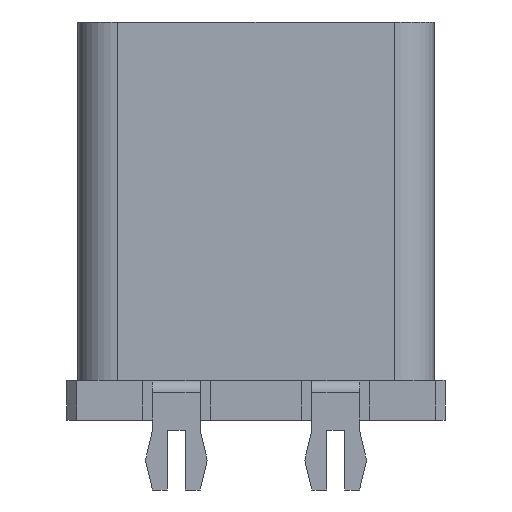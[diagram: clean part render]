
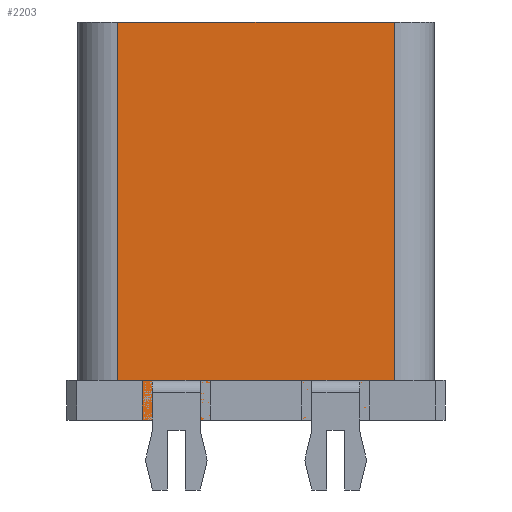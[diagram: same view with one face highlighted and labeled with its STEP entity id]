
A CAD part, left-side view. The second image highlights one B-rep face of the part: STEP entity #2203.
In plain terms, the highlighted planar face has unit normal (-1, 0, 0).
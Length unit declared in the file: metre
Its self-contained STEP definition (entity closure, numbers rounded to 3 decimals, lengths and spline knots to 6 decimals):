
#310=ORIENTED_EDGE('',*,*,#853,.T.);
#311=ORIENTED_EDGE('',*,*,#854,.T.);
#312=ORIENTED_EDGE('',*,*,#836,.T.);
#313=ORIENTED_EDGE('',*,*,#855,.F.);
#314=ORIENTED_EDGE('',*,*,#856,.T.);
#315=ORIENTED_EDGE('',*,*,#857,.T.);
#316=ORIENTED_EDGE('',*,*,#832,.T.);
#317=ORIENTED_EDGE('',*,*,#858,.F.);
#318=ORIENTED_EDGE('',*,*,#859,.F.);
#319=ORIENTED_EDGE('',*,*,#851,.T.);
#320=ORIENTED_EDGE('',*,*,#816,.T.);
#321=ORIENTED_EDGE('',*,*,#860,.F.);
#816=EDGE_CURVE('',#1109,#1108,#1344,.T.);
#832=EDGE_CURVE('',#1125,#1124,#1356,.T.);
#836=EDGE_CURVE('',#1129,#1128,#1360,.T.);
#851=EDGE_CURVE('',#1138,#1109,#1374,.T.);
#853=EDGE_CURVE('',#1139,#1140,#1375,.T.);
#854=EDGE_CURVE('',#1140,#1129,#1376,.T.);
#855=EDGE_CURVE('',#1141,#1128,#1377,.T.);
#856=EDGE_CURVE('',#1141,#1142,#1378,.T.);
#857=EDGE_CURVE('',#1142,#1125,#1379,.T.);
#858=EDGE_CURVE('',#1143,#1124,#1380,.T.);
#859=EDGE_CURVE('',#1138,#1143,#1381,.T.);
#860=EDGE_CURVE('',#1139,#1108,#1382,.T.);
#1108=VERTEX_POINT('',#3251);
#1109=VERTEX_POINT('',#3253);
#1124=VERTEX_POINT('',#3283);
#1125=VERTEX_POINT('',#3285);
#1128=VERTEX_POINT('',#3291);
#1129=VERTEX_POINT('',#3293);
#1138=VERTEX_POINT('',#3321);
#1139=VERTEX_POINT('',#3325);
#1140=VERTEX_POINT('',#3326);
#1141=VERTEX_POINT('',#3329);
#1142=VERTEX_POINT('',#3331);
#1143=VERTEX_POINT('',#3334);
#1344=LINE('',#3252,#1636);
#1356=LINE('',#3284,#1648);
#1360=LINE('',#3292,#1652);
#1374=LINE('',#3320,#1666);
#1375=LINE('',#3324,#1667);
#1376=LINE('',#3327,#1668);
#1377=LINE('',#3328,#1669);
#1378=LINE('',#3330,#1670);
#1379=LINE('',#3332,#1671);
#1380=LINE('',#3333,#1672);
#1381=LINE('',#3335,#1673);
#1382=LINE('',#3336,#1674);
#1636=VECTOR('',#2641,1.);
#1648=VECTOR('',#2661,1.);
#1652=VECTOR('',#2665,1.);
#1666=VECTOR('',#2689,1.);
#1667=VECTOR('',#2694,1.);
#1668=VECTOR('',#2695,1.);
#1669=VECTOR('',#2696,1.);
#1670=VECTOR('',#2697,1.);
#1671=VECTOR('',#2698,1.);
#1672=VECTOR('',#2699,1.);
#1673=VECTOR('',#2700,1.);
#1674=VECTOR('',#2701,1.);
#1876=EDGE_LOOP('',(#310,#311,#312,#313,#314,#315,#316,#317,#318,#319,#320,
#321));
#1992=FACE_BOUND('',#1876,.T.);
#2100=PLANE('',#2360);
#2203=ADVANCED_FACE('',(#1992),#2100,.F.);
#2360=AXIS2_PLACEMENT_3D('',#3323,#2692,#2693);
#2641=DIRECTION('',(0.,-1.,0.));
#2661=DIRECTION('',(0.,-1.,0.));
#2665=DIRECTION('',(0.,-1.,0.));
#2689=DIRECTION('',(0.,0.,-1.));
#2692=DIRECTION('',(1.,0.,0.));
#2693=DIRECTION('',(0.,1.,0.));
#2694=DIRECTION('',(0.,-1.,0.));
#2695=DIRECTION('',(0.,0.,-1.));
#2696=DIRECTION('',(0.,0.,-1.));
#2697=DIRECTION('',(0.,-1.,0.));
#2698=DIRECTION('',(0.,0.,-1.));
#2699=DIRECTION('',(0.,0.,-1.));
#2700=DIRECTION('',(0.,-1.,0.));
#2701=DIRECTION('',(0.,0.,-1.));
#3251=CARTESIAN_POINT('',(-0.00158,0.0026,0.));
#3252=CARTESIAN_POINT('',(-0.00158,0.,0.));
#3253=CARTESIAN_POINT('',(-0.00158,0.00347,0.));
#3283=CARTESIAN_POINT('',(-0.00158,-0.00347,0.));
#3284=CARTESIAN_POINT('',(-0.00158,0.,0.));
#3285=CARTESIAN_POINT('',(-0.00158,-0.0026,0.));
#3291=CARTESIAN_POINT('',(-0.00158,-0.0014,0.));
#3292=CARTESIAN_POINT('',(-0.00158,0.,0.));
#3293=CARTESIAN_POINT('',(-0.00158,0.0014,0.));
#3320=CARTESIAN_POINT('',(-0.00158,0.00347,0.01));
#3321=CARTESIAN_POINT('',(-0.00158,0.00347,0.01));
#3323=CARTESIAN_POINT('',(-0.00158,0.,0.01));
#3324=CARTESIAN_POINT('',(-0.00158,0.,0.001));
#3325=CARTESIAN_POINT('',(-0.00158,0.0026,0.001));
#3326=CARTESIAN_POINT('',(-0.00158,0.0014,0.001));
#3327=CARTESIAN_POINT('',(-0.00158,0.0014,0.000375));
#3328=CARTESIAN_POINT('',(-0.00158,-0.0014,0.000375));
#3329=CARTESIAN_POINT('',(-0.00158,-0.0014,0.001));
#3330=CARTESIAN_POINT('',(-0.00158,0.,0.001));
#3331=CARTESIAN_POINT('',(-0.00158,-0.0026,0.001));
#3332=CARTESIAN_POINT('',(-0.00158,-0.0026,0.000375));
#3333=CARTESIAN_POINT('',(-0.00158,-0.00347,0.01));
#3334=CARTESIAN_POINT('',(-0.00158,-0.00347,0.01));
#3335=CARTESIAN_POINT('',(-0.00158,0.,0.01));
#3336=CARTESIAN_POINT('',(-0.00158,0.0026,0.000375));
